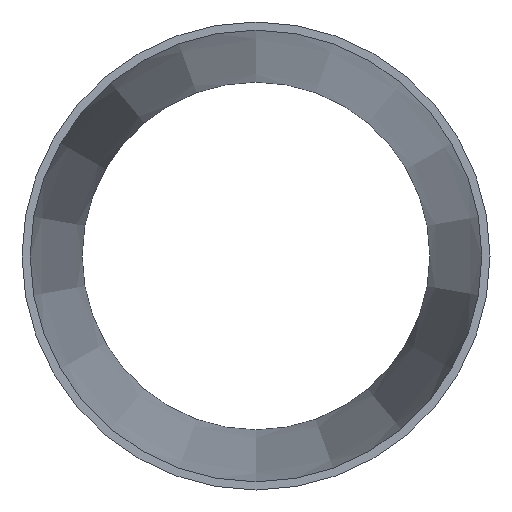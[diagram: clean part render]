
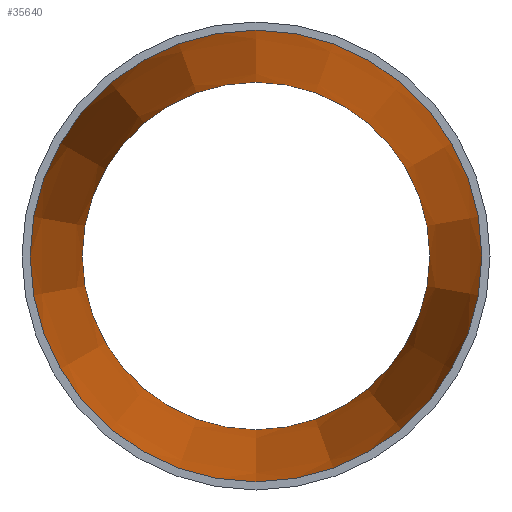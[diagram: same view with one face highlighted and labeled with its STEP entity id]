
A CAD part, front view. The second image highlights one B-rep face of the part: STEP entity #35640.
In plain terms, the highlighted conical face has half-angle 3.633 degrees and reference radius 55.146 mm.
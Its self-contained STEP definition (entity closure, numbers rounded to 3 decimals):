
#1453 = DIRECTION ( 'NONE',  ( 0., 0., -1. ) ) ;
#4551 = CONICAL_SURFACE ( 'NONE', #20803, 55.146, 0.063 ) ;
#5270 = CARTESIAN_POINT ( 'NONE',  ( 0., 200., -42.446 ) ) ;
#5385 = AXIS2_PLACEMENT_3D ( 'NONE', #26337, #26504, #1453 ) ;
#6217 = DIRECTION ( 'NONE',  ( 0., -1., 0. ) ) ;
#6588 = DIRECTION ( 'NONE',  ( 0., 0., -1. ) ) ;
#7711 = CIRCLE ( 'NONE', #5385, 55.146 ) ;
#9112 = FACE_OUTER_BOUND ( 'NONE', #30972, .T. ) ;
#9718 = ORIENTED_EDGE ( 'NONE', *, *, #33902, .F. ) ;
#9993 = DIRECTION ( 'NONE',  ( 0., -1., 0. ) ) ;
#14401 = CIRCLE ( 'NONE', #23683, 42.446 ) ;
#17483 = CARTESIAN_POINT ( 'NONE',  ( 0., 0., 0. ) ) ;
#18322 = EDGE_CURVE ( 'NONE', #35662, #35662, #7711, .T. ) ;
#18372 = CARTESIAN_POINT ( 'NONE',  ( 0., 0., -55.146 ) ) ;
#20803 = AXIS2_PLACEMENT_3D ( 'NONE', #17483, #6217, #6588 ) ;
#22116 = ORIENTED_EDGE ( 'NONE', *, *, #18322, .T. ) ;
#23683 = AXIS2_PLACEMENT_3D ( 'NONE', #29268, #9993, #24157 ) ;
#23774 = EDGE_LOOP ( 'NONE', ( #9718 ) ) ;
#24157 = DIRECTION ( 'NONE',  ( 0., 0., -1. ) ) ;
#26337 = CARTESIAN_POINT ( 'NONE',  ( 0., 0., 0. ) ) ;
#26504 = DIRECTION ( 'NONE',  ( 0., -1., 0. ) ) ;
#29268 = CARTESIAN_POINT ( 'NONE',  ( 0., 200., 0. ) ) ;
#30972 = EDGE_LOOP ( 'NONE', ( #22116 ) ) ;
#31468 = FACE_BOUND ( 'NONE', #23774, .T. ) ;
#32918 = VERTEX_POINT ( 'NONE', #5270 ) ;
#33902 = EDGE_CURVE ( 'NONE', #32918, #32918, #14401, .T. ) ;
#35640 = ADVANCED_FACE ( 'NONE', ( #31468, #9112 ), #4551, .F. ) ;
#35662 = VERTEX_POINT ( 'NONE', #18372 ) ;
